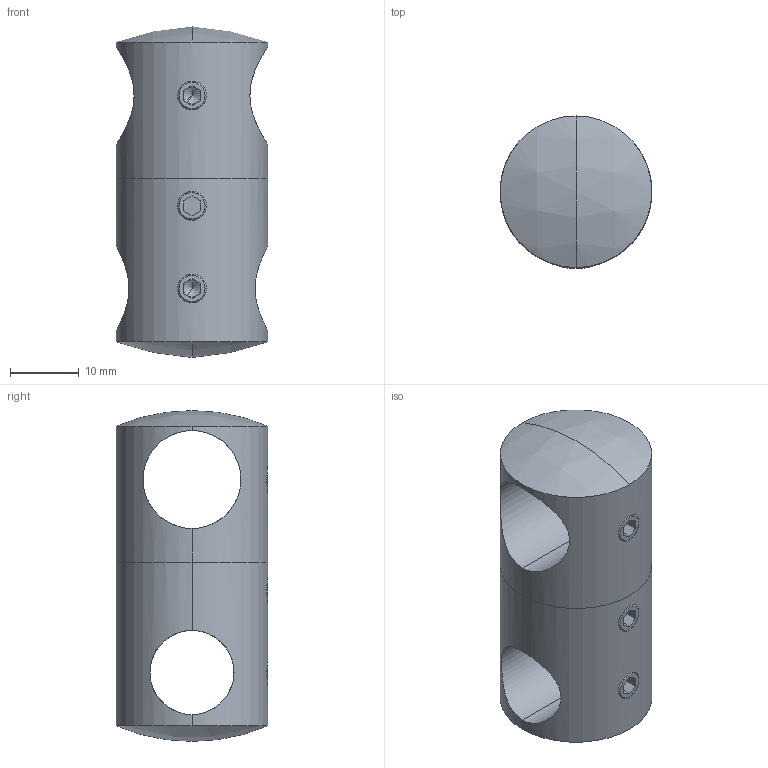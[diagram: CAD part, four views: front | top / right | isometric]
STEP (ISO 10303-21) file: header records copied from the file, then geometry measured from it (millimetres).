
FILE_DESCRIPTION (( 'STEP AP203' ), '1' );
FILE_NAME ('50420-240.step', '2020-10-12T08:19:54', ( '' ), ( '' ), 'SwSTEP 2.0', 'SolidWorks 2018', '' );
FILE_SCHEMA (( 'CONFIG_CONTROL_DESIGN' ));
Length unit declared in the file: millimetre
Products named in the file (12): 50420-240; DIN914; DIN913; Doppelquerstabhalter Teil1; DIN914_DIN 914 M5x5; DIN913_DIN 913 M5x4; Doppelquerstabhalter Teil1_50420-240 Teil1; Doppelquerstabhalter Teil2; DIN913_DIN 913 M5x5; Doppelquerstabhalter Teil2_50420-240 Teil2
Assembly tree (7 placements, depth 2):
  50420-240
    DIN914
    DIN913
  Doppelquerstabhalter Teil1
  Doppelquerstabhalter Teil2
  DIN913
  50420-240
    Doppelquerstabhalter Teil1_50420-240 Teil1
    Doppelquerstabhalter Teil2_50420-240 Teil2
    DIN914_DIN 914 M5x5
    DIN913_DIN 913 M5x5
    DIN913_DIN 913 M5x4
Bounding box: 22 x 22 x 48 mm (x, y, z)
Volume: 11194.7 mm3; surface area: 6567.8 mm2
Topology: 5 solids, 5 shells, 316 faces, 817 edges, 531 vertices
Faces by surface type: plane 167, bspline 95, cylinder 26, cone 22, sphere 4, torus 2
Entity records: 19504 total; most frequent: CARTESIAN_POINT 11298, ORIENTED_EDGE 1622, DIRECTION 1137, EDGE_CURVE 811, VERTEX_POINT 527, VECTOR 521, LINE 521, EDGE_LOOP 350
